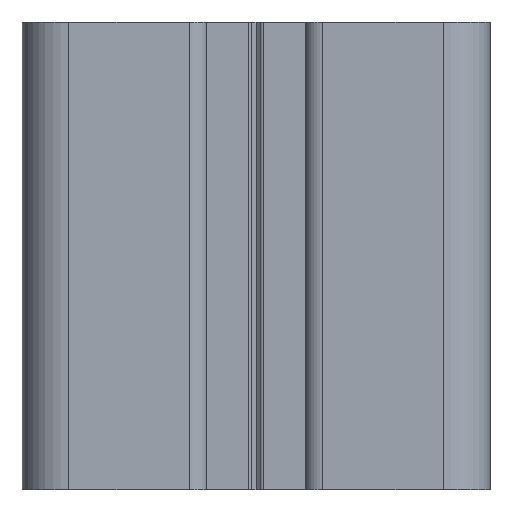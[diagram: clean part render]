
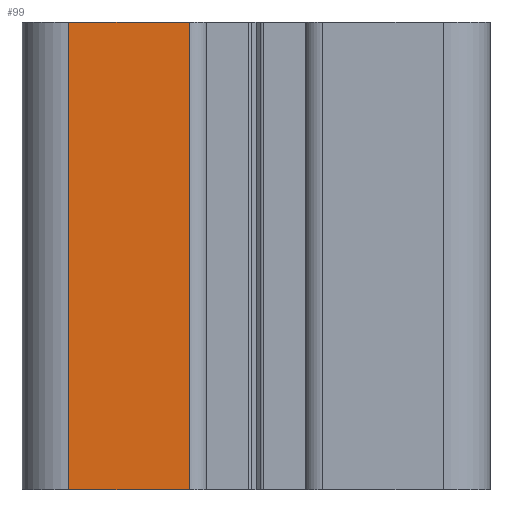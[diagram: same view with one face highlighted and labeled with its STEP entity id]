
A CAD part, left-side view. The second image highlights one B-rep face of the part: STEP entity #99.
In plain terms, the highlighted planar face has unit normal (-1, 0, 0).
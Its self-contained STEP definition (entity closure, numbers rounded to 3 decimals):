
#99 = ADVANCED_FACE ( 'NONE', ( #8847 ), #4484, .F. ) ;
#309 = DIRECTION ( 'NONE',  ( 0., 0., -1. ) ) ;
#459 = VERTEX_POINT ( 'NONE', #7429 ) ;
#480 = EDGE_LOOP ( 'NONE', ( #1227, #6517, #1747, #3463 ) ) ;
#843 = DIRECTION ( 'NONE',  ( 0., 1., 0. ) ) ;
#873 = VERTEX_POINT ( 'NONE', #1936 ) ;
#898 = LINE ( 'NONE', #6903, #4564 ) ;
#1227 = ORIENTED_EDGE ( 'NONE', *, *, #2029, .T. ) ;
#1336 = CARTESIAN_POINT ( 'NONE',  ( 21.388, 104.396, 0. ) ) ;
#1694 = EDGE_CURVE ( 'NONE', #4636, #7961, #6007, .T. ) ;
#1747 = ORIENTED_EDGE ( 'NONE', *, *, #9007, .F. ) ;
#1936 = CARTESIAN_POINT ( 'NONE',  ( 21.388, 104.396, 0. ) ) ;
#1980 = VECTOR ( 'NONE', #6538, 1000. ) ;
#2029 = EDGE_CURVE ( 'NONE', #873, #7961, #9098, .T. ) ;
#2303 = VECTOR ( 'NONE', #4655, 1000. ) ;
#2454 = CARTESIAN_POINT ( 'NONE',  ( 21.388, 94.096, 40. ) ) ;
#3463 = ORIENTED_EDGE ( 'NONE', *, *, #6220, .T. ) ;
#3478 = AXIS2_PLACEMENT_3D ( 'NONE', #6755, #5328, #843 ) ;
#4484 = PLANE ( 'NONE',  #3478 ) ;
#4564 = VECTOR ( 'NONE', #309, 1000. ) ;
#4601 = CARTESIAN_POINT ( 'NONE',  ( 21.388, 104.396, 40. ) ) ;
#4636 = VERTEX_POINT ( 'NONE', #2454 ) ;
#4655 = DIRECTION ( 'NONE',  ( 0., -1., 0. ) ) ;
#5328 = DIRECTION ( 'NONE',  ( 1., 0., 0. ) ) ;
#5790 = CARTESIAN_POINT ( 'NONE',  ( 21.388, 94.096, 40. ) ) ;
#6007 = LINE ( 'NONE', #5790, #1980 ) ;
#6074 = DIRECTION ( 'NONE',  ( 0., -1., 0. ) ) ;
#6220 = EDGE_CURVE ( 'NONE', #459, #873, #898, .T. ) ;
#6229 = LINE ( 'NONE', #4601, #7500 ) ;
#6517 = ORIENTED_EDGE ( 'NONE', *, *, #1694, .F. ) ;
#6538 = DIRECTION ( 'NONE',  ( 0., 0., -1. ) ) ;
#6755 = CARTESIAN_POINT ( 'NONE',  ( 21.388, 104.396, 40. ) ) ;
#6903 = CARTESIAN_POINT ( 'NONE',  ( 21.388, 104.396, 40. ) ) ;
#7429 = CARTESIAN_POINT ( 'NONE',  ( 21.388, 104.396, 40. ) ) ;
#7500 = VECTOR ( 'NONE', #6074, 1000. ) ;
#7759 = CARTESIAN_POINT ( 'NONE',  ( 21.388, 94.096, 0. ) ) ;
#7961 = VERTEX_POINT ( 'NONE', #7759 ) ;
#8847 = FACE_OUTER_BOUND ( 'NONE', #480, .T. ) ;
#9007 = EDGE_CURVE ( 'NONE', #459, #4636, #6229, .T. ) ;
#9098 = LINE ( 'NONE', #1336, #2303 ) ;
